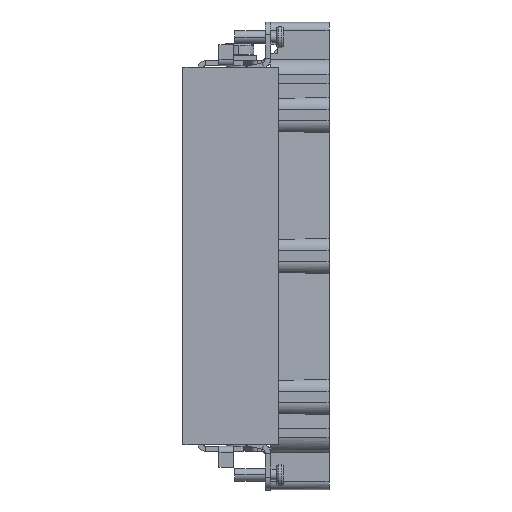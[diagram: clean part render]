
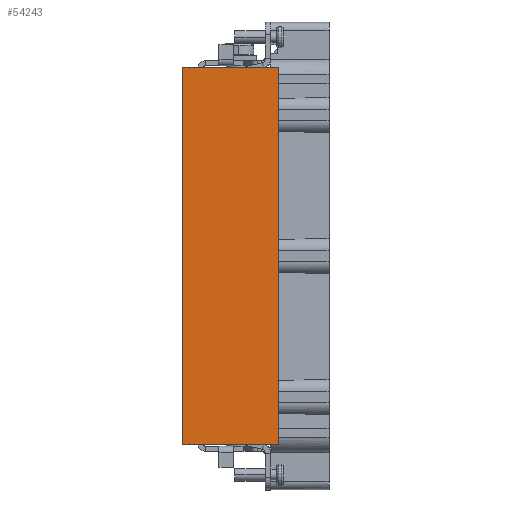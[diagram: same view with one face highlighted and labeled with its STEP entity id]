
A CAD part, left-side view. The second image highlights one B-rep face of the part: STEP entity #54243.
In plain terms, the highlighted planar face has unit normal (-1, 0, 0).
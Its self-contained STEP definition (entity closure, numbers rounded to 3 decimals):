
#4805=DIRECTION('',(0.,0.,-1.));
#4806=VECTOR('',#4805,89.8);
#4807=CARTESIAN_POINT('',(-17.,0.,74.9));
#4808=LINE('',#4807,#4806);
#4977=DIRECTION('',(0.,-1.,0.));
#4978=VECTOR('',#4977,22.7);
#4979=CARTESIAN_POINT('',(-17.,22.7,74.9));
#4980=LINE('',#4979,#4978);
#4981=DIRECTION('',(0.,1.,0.));
#4982=VECTOR('',#4981,22.7);
#4983=CARTESIAN_POINT('',(-17.,0.,-14.9));
#4984=LINE('',#4983,#4982);
#4985=DIRECTION('',(0.,0.,-1.));
#4986=VECTOR('',#4985,89.8);
#4987=CARTESIAN_POINT('',(-17.,22.7,74.9));
#4988=LINE('',#4987,#4986);
#40633=CARTESIAN_POINT('',(-17.,22.7,74.9));
#40634=CARTESIAN_POINT('',(-17.,22.7,-14.9));
#40635=VERTEX_POINT('',#40633);
#40636=VERTEX_POINT('',#40634);
#41237=CARTESIAN_POINT('',(-17.,0.,74.9));
#41238=CARTESIAN_POINT('',(-17.,0.,-14.9));
#41239=VERTEX_POINT('',#41237);
#41240=VERTEX_POINT('',#41238);
#54231=CARTESIAN_POINT('',(-17.,0.,-14.9));
#54232=DIRECTION('',(-1.,0.,0.));
#54233=DIRECTION('',(0.,0.,1.));
#54234=AXIS2_PLACEMENT_3D('',#54231,#54232,#54233);
#54235=PLANE('',#54234);
#54236=ORIENTED_EDGE('',*,*,#53949,.T.);
#54237=ORIENTED_EDGE('',*,*,#54081,.T.);
#54238=ORIENTED_EDGE('',*,*,#54144,.T.);
#54240=ORIENTED_EDGE('',*,*,#54239,.F.);
#54241=EDGE_LOOP('',(#54236,#54237,#54238,#54240));
#54242=FACE_OUTER_BOUND('',#54241,.F.);
#54243=ADVANCED_FACE('',(#54242),#54235,.T.);
#53949=EDGE_CURVE('',#40635,#41239,#4980,.T.);
#54081=EDGE_CURVE('',#41239,#41240,#4808,.T.);
#54144=EDGE_CURVE('',#41240,#40636,#4984,.T.);
#54239=EDGE_CURVE('',#40635,#40636,#4988,.T.);
